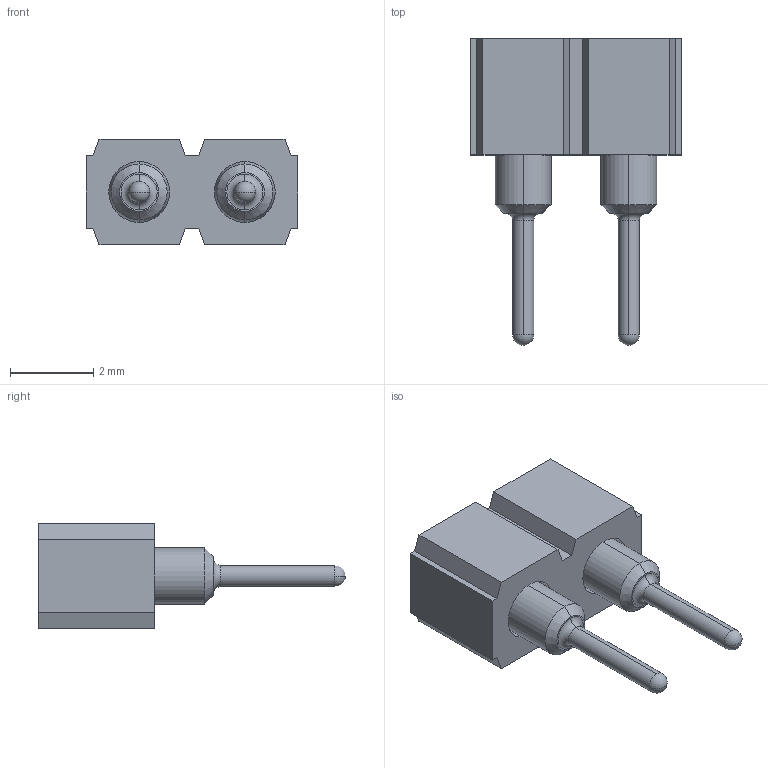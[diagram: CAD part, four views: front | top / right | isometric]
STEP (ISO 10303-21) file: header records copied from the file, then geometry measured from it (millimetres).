
FILE_DESCRIPTION (( 'STEP AP214' ), '1' );
FILE_NAME ('mill-max-319-10-102-00-001000.step', '2016-09-07T05:23:56', ( 'Windows User' ), ( '' ), 'SwSTEP 2.0', 'SolidWorks 2016', '' );
FILE_SCHEMA (( 'AUTOMOTIVE_DESIGN' ));
Length unit declared in the file: inch
Products named in the file (3): mill-max-319-10-102-00-001000; mill-max-319-10-102-00-001000_1942; mill-max-319-10-102-00-001000_P3XX-11-010-00-000000_P302-11-010-00-000000
Assembly tree (3 placements, depth 2):
  mill-max-319-10-102-00-001000
    mill-max-319-10-102-00-001000_P3XX-11-010-00-000000_P302-11-010-00-000000
    mill-max-319-10-102-00-001000_1942  x2
Bounding box: 5.08 x 7.37 x 2.54 mm (x, y, z)
Volume: 37.5 mm3; surface area: 146.4 mm2
Topology: 3 solids, 3 shells, 72 faces, 168 edges, 106 vertices
Faces by surface type: plane 32, cylinder 24, cone 8, torus 4, sphere 4
Entity records: 1652 total; most frequent: DIRECTION 284, CARTESIAN_POINT 263, ORIENTED_EDGE 248, EDGE_CURVE 124, AXIS2_PLACEMENT_3D 102, VERTEX_POINT 81, LINE 80, VECTOR 80
